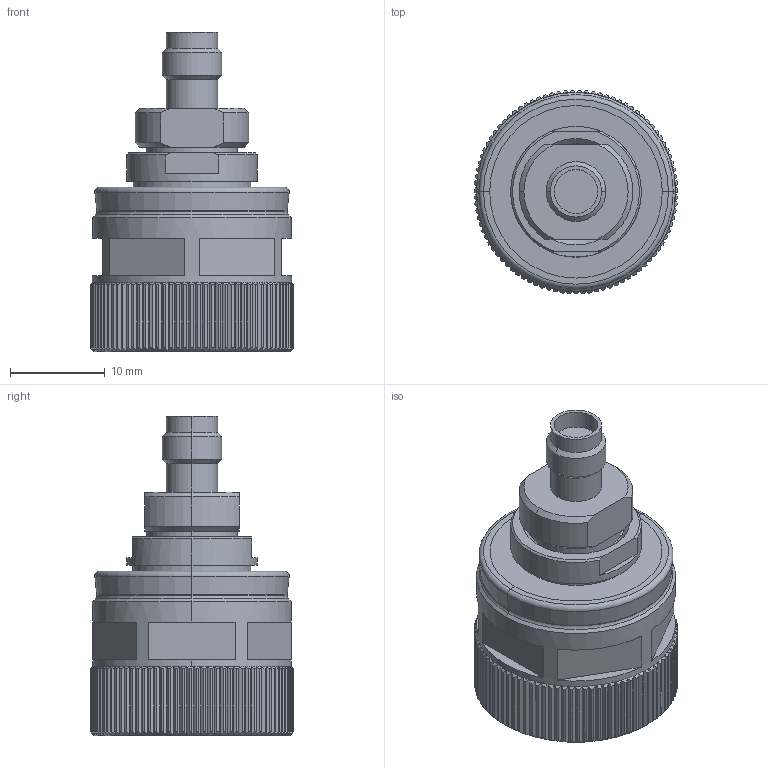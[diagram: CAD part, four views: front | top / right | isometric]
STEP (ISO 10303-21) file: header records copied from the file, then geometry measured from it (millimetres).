
FILE_DESCRIPTION (( 'STEP AP203' ), '1' );
FILE_NAME ('R191.011.000B.STEP', '2015-05-27T11:17:19', ( '' ), ( '' ), 'SwSTEP 2.0', 'SolidWorks 2014', '' );
FILE_SCHEMA (( 'CONFIG_CONTROL_DESIGN' ));
Length unit declared in the file: metre
Products named in the file (1): R191.011.000B
Bounding box: 21.5 x 21.5 x 33.71 mm (x, y, z)
Volume: 6698.5 mm3; surface area: 3168.7 mm2
Topology: 1 solids, 1 shells, 519 faces, 1264 edges, 769 vertices
Faces by surface type: plane 238, cone 141, cylinder 128, torus 12
Entity records: 15527 total; most frequent: CARTESIAN_POINT 3806, ORIENTED_EDGE 2528, DIRECTION 2326, EDGE_CURVE 1264, AXIS2_PLACEMENT_3D 957, VERTEX_POINT 769, EDGE_LOOP 541, ADVANCED_FACE 519
